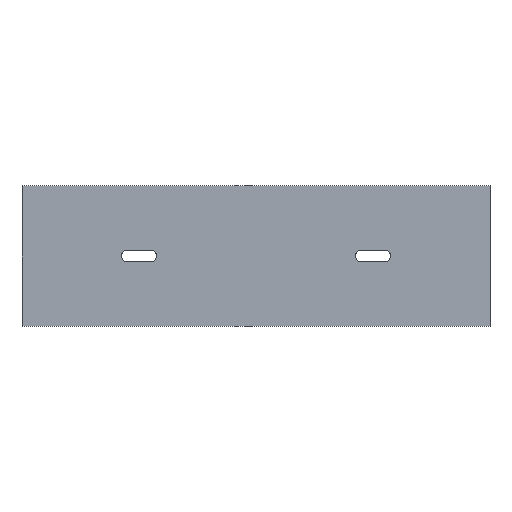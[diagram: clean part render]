
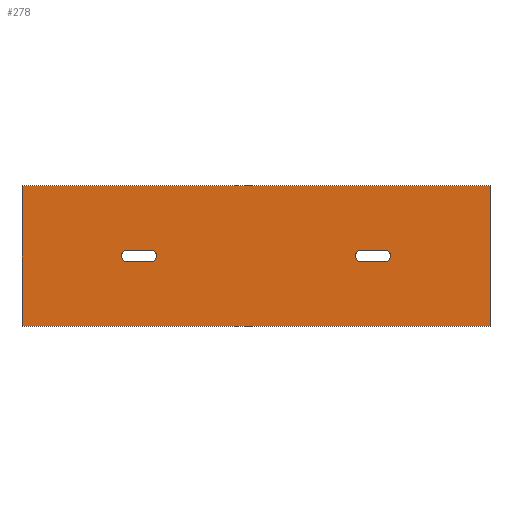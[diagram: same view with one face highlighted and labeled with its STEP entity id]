
A CAD part, top view. The second image highlights one B-rep face of the part: STEP entity #278.
In plain terms, the highlighted planar face has unit normal (0, 0, 1).
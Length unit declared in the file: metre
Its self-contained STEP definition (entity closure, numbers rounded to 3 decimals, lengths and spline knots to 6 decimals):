
#28=PLANE('',#313);
#34=LINE('',#404,#62);
#40=LINE('',#425,#68);
#44=LINE('',#438,#72);
#48=LINE('',#446,#76);
#51=LINE('',#452,#79);
#53=LINE('',#455,#81);
#55=LINE('',#458,#83);
#57=LINE('',#461,#85);
#62=VECTOR('',#329,1.);
#68=VECTOR('',#349,1.);
#72=VECTOR('',#361,1.);
#76=VECTOR('',#367,1.);
#79=VECTOR('',#372,1.);
#81=VECTOR('',#376,1.);
#83=VECTOR('',#380,1.);
#85=VECTOR('',#384,1.);
#134=ORIENTED_EDGE('',*,*,#180,.F.);
#135=ORIENTED_EDGE('',*,*,#184,.T.);
#136=ORIENTED_EDGE('',*,*,#187,.T.);
#137=ORIENTED_EDGE('',*,*,#191,.F.);
#138=ORIENTED_EDGE('',*,*,#170,.F.);
#139=ORIENTED_EDGE('',*,*,#174,.T.);
#140=ORIENTED_EDGE('',*,*,#177,.F.);
#141=ORIENTED_EDGE('',*,*,#189,.F.);
#142=ORIENTED_EDGE('',*,*,#160,.T.);
#143=ORIENTED_EDGE('',*,*,#164,.T.);
#144=ORIENTED_EDGE('',*,*,#167,.T.);
#145=ORIENTED_EDGE('',*,*,#193,.F.);
#160=EDGE_CURVE('',#197,#196,#219,.T.);
#164=EDGE_CURVE('',#196,#199,#34,.T.);
#167=EDGE_CURVE('',#199,#201,#221,.T.);
#170=EDGE_CURVE('',#204,#205,#223,.T.);
#174=EDGE_CURVE('',#204,#207,#40,.T.);
#177=EDGE_CURVE('',#209,#207,#225,.T.);
#180=EDGE_CURVE('',#212,#213,#44,.T.);
#184=EDGE_CURVE('',#212,#215,#48,.T.);
#187=EDGE_CURVE('',#215,#217,#51,.T.);
#189=EDGE_CURVE('',#205,#209,#53,.T.);
#191=EDGE_CURVE('',#213,#217,#55,.T.);
#193=EDGE_CURVE('',#197,#201,#57,.T.);
#196=VERTEX_POINT('',#395);
#197=VERTEX_POINT('',#397);
#199=VERTEX_POINT('',#403);
#201=VERTEX_POINT('',#409);
#204=VERTEX_POINT('',#416);
#205=VERTEX_POINT('',#418);
#207=VERTEX_POINT('',#424);
#209=VERTEX_POINT('',#430);
#212=VERTEX_POINT('',#437);
#213=VERTEX_POINT('',#439);
#215=VERTEX_POINT('',#445);
#217=VERTEX_POINT('',#451);
#219=CIRCLE('',#295,0.005);
#221=CIRCLE('',#299,0.005);
#223=CIRCLE('',#302,0.005);
#225=CIRCLE('',#306,0.005);
#238=EDGE_LOOP('',(#134,#135,#136,#137));
#239=EDGE_LOOP('',(#138,#139,#140,#141));
#240=EDGE_LOOP('',(#142,#143,#144,#145));
#256=FACE_BOUND('',#238,.T.);
#257=FACE_BOUND('',#239,.T.);
#258=FACE_BOUND('',#240,.T.);
#278=ADVANCED_FACE('',(#256,#257,#258),#28,.T.);
#295=AXIS2_PLACEMENT_3D('',#396,#322,#323);
#299=AXIS2_PLACEMENT_3D('',#410,#335,#336);
#302=AXIS2_PLACEMENT_3D('',#417,#342,#343);
#306=AXIS2_PLACEMENT_3D('',#431,#355,#356);
#313=AXIS2_PLACEMENT_3D('',#462,#385,#386);
#322=DIRECTION('',(0.,0.,-1.));
#323=DIRECTION('',(1.,0.,0.));
#329=DIRECTION('',(1.,0.,0.));
#335=DIRECTION('',(0.,0.,-1.));
#336=DIRECTION('',(1.,0.,0.));
#342=DIRECTION('',(0.,0.,1.));
#343=DIRECTION('',(1.,0.,0.));
#349=DIRECTION('',(-1.,0.,0.));
#355=DIRECTION('',(0.,0.,1.));
#356=DIRECTION('',(1.,0.,0.));
#361=DIRECTION('',(0.,1.,0.));
#367=DIRECTION('',(1.,0.,0.));
#372=DIRECTION('',(0.,1.,0.));
#376=DIRECTION('',(-1.,0.,0.));
#380=DIRECTION('',(1.,0.,0.));
#384=DIRECTION('',(1.,0.,0.));
#385=DIRECTION('',(0.,0.,1.));
#386=DIRECTION('',(1.,0.,0.));
#395=CARTESIAN_POINT('',(0.09,0.065,0.002));
#396=CARTESIAN_POINT('',(0.09,0.06,0.002));
#397=CARTESIAN_POINT('',(0.09,0.055,0.002));
#403=CARTESIAN_POINT('',(0.11,0.065,0.002));
#404=CARTESIAN_POINT('',(0.1,0.065,0.002));
#409=CARTESIAN_POINT('',(0.11,0.055,0.002));
#410=CARTESIAN_POINT('',(0.11,0.06,0.002));
#416=CARTESIAN_POINT('',(0.31,0.055,0.002));
#417=CARTESIAN_POINT('',(0.31,0.06,0.002));
#418=CARTESIAN_POINT('',(0.31,0.065,0.002));
#424=CARTESIAN_POINT('',(0.29,0.055,0.002));
#425=CARTESIAN_POINT('',(0.3,0.055,0.002));
#430=CARTESIAN_POINT('',(0.29,0.065,0.002));
#431=CARTESIAN_POINT('',(0.29,0.06,0.002));
#437=CARTESIAN_POINT('',(0.,0.,0.002));
#438=CARTESIAN_POINT('',(0.,0.06,0.002));
#439=CARTESIAN_POINT('',(0.,0.12,0.002));
#445=CARTESIAN_POINT('',(0.4,0.,0.002));
#446=CARTESIAN_POINT('',(0.2,0.,0.002));
#451=CARTESIAN_POINT('',(0.4,0.12,0.002));
#452=CARTESIAN_POINT('',(0.4,0.06,0.002));
#455=CARTESIAN_POINT('',(0.3,0.065,0.002));
#458=CARTESIAN_POINT('',(0.2,0.12,0.002));
#461=CARTESIAN_POINT('',(0.1,0.055,0.002));
#462=CARTESIAN_POINT('',(0.2,0.06,0.002));
